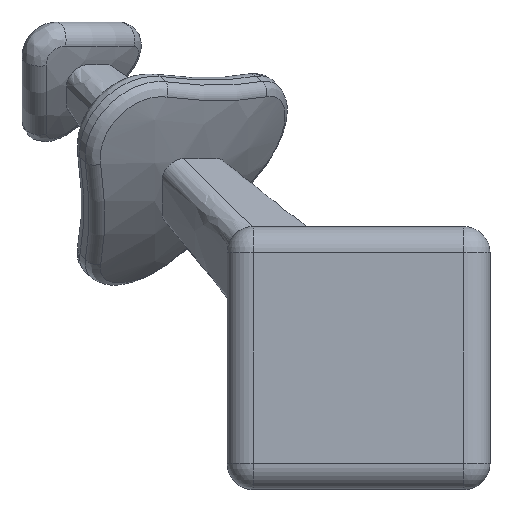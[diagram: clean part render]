
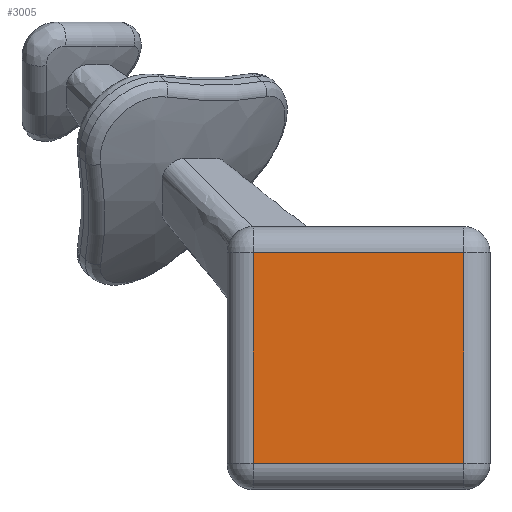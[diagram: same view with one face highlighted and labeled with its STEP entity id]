
A CAD part, top view. The second image highlights one B-rep face of the part: STEP entity #3005.
In plain terms, the highlighted planar face has unit normal (0, 0, 1).
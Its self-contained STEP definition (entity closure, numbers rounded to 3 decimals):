
#97 = FACE_OUTER_BOUND ( 'NONE', #3214, .T. ) ;
#275 = LINE ( 'NONE', #294, #1216 ) ;
#294 = CARTESIAN_POINT ( 'NONE',  ( 30., -28.5, 30. ) ) ;
#329 = DIRECTION ( 'NONE',  ( 1., 0., 0. ) ) ;
#376 = PLANE ( 'NONE',  #1963 ) ;
#394 = ORIENTED_EDGE ( 'NONE', *, *, #1414, .T. ) ;
#447 = ORIENTED_EDGE ( 'NONE', *, *, #1986, .T. ) ;
#686 = CARTESIAN_POINT ( 'NONE',  ( 28.5, -16.5, 30. ) ) ;
#885 = DIRECTION ( 'NONE',  ( 0., 0., -1. ) ) ;
#923 = DIRECTION ( 'NONE',  ( -1., 0., 0. ) ) ;
#960 = VECTOR ( 'NONE', #2140, 1000. ) ;
#989 = VECTOR ( 'NONE', #1458, 1000. ) ;
#1034 = DIRECTION ( 'NONE',  ( 0., -1., 0. ) ) ;
#1098 = CARTESIAN_POINT ( 'NONE',  ( 16.5, -16.5, 30. ) ) ;
#1143 = CARTESIAN_POINT ( 'NONE',  ( 30., -15., 30. ) ) ;
#1216 = VECTOR ( 'NONE', #329, 1000. ) ;
#1414 = EDGE_CURVE ( 'NONE', #2521, #2463, #3033, .T. ) ;
#1458 = DIRECTION ( 'NONE',  ( 0., 1., 0. ) ) ;
#1600 = ORIENTED_EDGE ( 'NONE', *, *, #2616, .T. ) ;
#1689 = ORIENTED_EDGE ( 'NONE', *, *, #1741, .T. ) ;
#1741 = EDGE_CURVE ( 'NONE', #2196, #2521, #2671, .T. ) ;
#1920 = CARTESIAN_POINT ( 'NONE',  ( 30., -16.5, 30. ) ) ;
#1963 = AXIS2_PLACEMENT_3D ( 'NONE', #1143, #885, #923 ) ;
#1986 = EDGE_CURVE ( 'NONE', #2463, #2407, #275, .T. ) ;
#2140 = DIRECTION ( 'NONE',  ( -1., 0., 0. ) ) ;
#2146 = VECTOR ( 'NONE', #1034, 1000. ) ;
#2196 = VERTEX_POINT ( 'NONE', #686 ) ;
#2316 = CARTESIAN_POINT ( 'NONE',  ( 16.5, -28.5, 30. ) ) ;
#2407 = VERTEX_POINT ( 'NONE', #3070 ) ;
#2463 = VERTEX_POINT ( 'NONE', #2316 ) ;
#2470 = LINE ( 'NONE', #2944, #989 ) ;
#2521 = VERTEX_POINT ( 'NONE', #1098 ) ;
#2616 = EDGE_CURVE ( 'NONE', #2407, #2196, #2470, .T. ) ;
#2671 = LINE ( 'NONE', #1920, #960 ) ;
#2944 = CARTESIAN_POINT ( 'NONE',  ( 28.5, -15., 30. ) ) ;
#3005 = ADVANCED_FACE ( 'NONE', ( #97 ), #376, .F. ) ;
#3033 = LINE ( 'NONE', #3310, #2146 ) ;
#3070 = CARTESIAN_POINT ( 'NONE',  ( 28.5, -28.5, 30. ) ) ;
#3214 = EDGE_LOOP ( 'NONE', ( #394, #447, #1600, #1689 ) ) ;
#3310 = CARTESIAN_POINT ( 'NONE',  ( 16.5, -30., 30. ) ) ;
